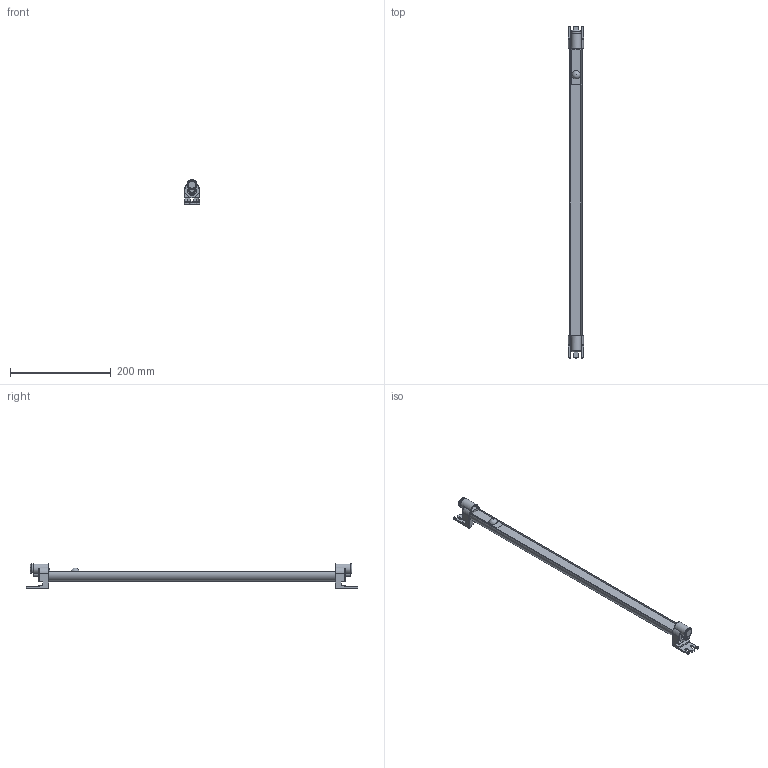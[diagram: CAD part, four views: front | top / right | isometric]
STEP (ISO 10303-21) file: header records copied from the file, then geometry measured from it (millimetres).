
FILE_DESCRIPTION(/* description */ (''),/* implementation_level */ '2;1');
FILE_NAME(/* name */ '107134_LED10-S-B.stp',/* time_stamp */ '2024-08-22T14:21:18+02:00',/* author */ ('CAD'),/* organization */ (''),/* preprocessor_version */ 'ST-DEVELOPER v15.6',/* originating_system */ 'Autodesk Inventor 2015',/* authorisation */ '');
FILE_SCHEMA (('AUTOMOTIVE_DESIGN { 1 0 10303 214 3 1 1 }'));
Length unit declared in the file: millimetre
Products named in the file (1): 107134_LED10-S-B_Shrinkwrap_1
Bounding box: 30 x 660 x 49 mm (x, y, z)
Surface area: 66436.3 mm2 (no closed solid volume)
Topology: 0 solids, 12 shells, 129 faces, 569 edges, 421 vertices
Faces by surface type: plane 70, cylinder 49, torus 9, sphere 1
Full cylindrical faces by diameter (mm): 17.5 x2
Entity records: 6057 total; most frequent: CARTESIAN_POINT 1260, DIRECTION 1003, ORIENTED_EDGE 825, EDGE_CURVE 560, VERTEX_POINT 416, LINE 349, VECTOR 349, AXIS2_PLACEMENT_3D 327
